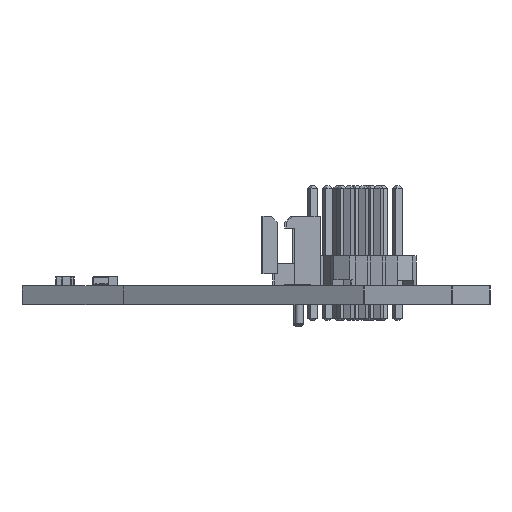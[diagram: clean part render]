
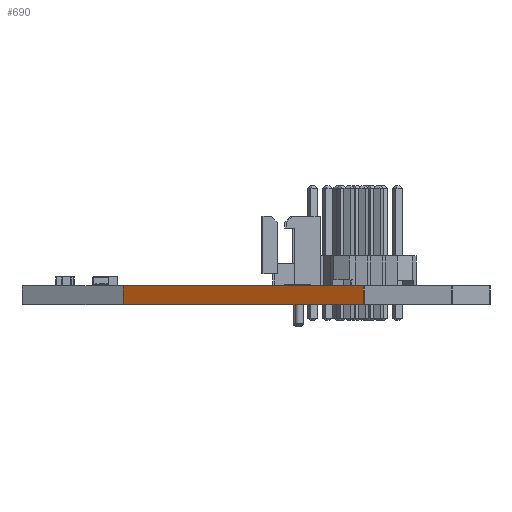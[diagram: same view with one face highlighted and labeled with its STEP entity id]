
A CAD part, front view. The second image highlights one B-rep face of the part: STEP entity #690.
In plain terms, the highlighted planar face has unit normal (-0.5, -0.866, 0).
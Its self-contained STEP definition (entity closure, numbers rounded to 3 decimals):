
#663 = VERTEX_POINT('',#664);
#664 = CARTESIAN_POINT('',(23.196,-10.93,0.));
#671 = EDGE_CURVE('',#672,#663,#674,.T.);
#672 = VERTEX_POINT('',#673);
#673 = CARTESIAN_POINT('',(23.196,-10.93,-1.6)
  );
#674 = LINE('',#675,#676);
#675 = CARTESIAN_POINT('',(23.196,-10.93,-1.6)
  );
#676 = VECTOR('',#677,1.);
#677 = DIRECTION('',(0.,0.,1.));
#690 = ADVANCED_FACE('',(#691),#716,.T.);
#691 = FACE_BOUND('',#692,.T.);
#692 = EDGE_LOOP('',(#693,#694,#702,#710));
#693 = ORIENTED_EDGE('',*,*,#671,.T.);
#694 = ORIENTED_EDGE('',*,*,#695,.T.);
#695 = EDGE_CURVE('',#663,#696,#698,.T.);
#696 = VERTEX_POINT('',#697);
#697 = CARTESIAN_POINT('',(2.628,0.945,0.));
#698 = LINE('',#699,#700);
#699 = CARTESIAN_POINT('',(23.196,-10.93,0.));
#700 = VECTOR('',#701,1.);
#701 = DIRECTION('',(-0.866,0.5,0.));
#702 = ORIENTED_EDGE('',*,*,#703,.F.);
#703 = EDGE_CURVE('',#704,#696,#706,.T.);
#704 = VERTEX_POINT('',#705);
#705 = CARTESIAN_POINT('',(2.628,0.945,-1.6));
#706 = LINE('',#707,#708);
#707 = CARTESIAN_POINT('',(2.628,0.945,-1.6));
#708 = VECTOR('',#709,1.);
#709 = DIRECTION('',(0.,0.,1.));
#710 = ORIENTED_EDGE('',*,*,#711,.F.);
#711 = EDGE_CURVE('',#672,#704,#712,.T.);
#712 = LINE('',#713,#714);
#713 = CARTESIAN_POINT('',(23.196,-10.93,-1.6)
  );
#714 = VECTOR('',#715,1.);
#715 = DIRECTION('',(-0.866,0.5,0.));
#716 = PLANE('',#717);
#717 = AXIS2_PLACEMENT_3D('',#718,#719,#720);
#718 = CARTESIAN_POINT('',(23.196,-10.93,-1.6)
  );
#719 = DIRECTION('',(-0.5,-0.866,0.));
#720 = DIRECTION('',(-0.866,0.5,0.));
